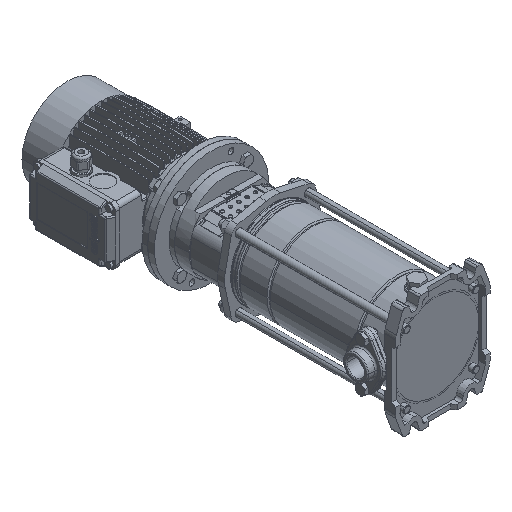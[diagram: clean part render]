
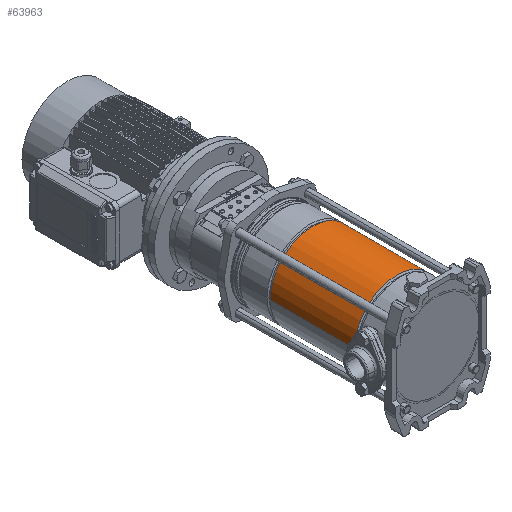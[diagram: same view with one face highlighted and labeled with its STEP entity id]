
A CAD part, isometric view. The second image highlights one B-rep face of the part: STEP entity #63963.
In plain terms, the highlighted cylindrical face has radius 74.4 mm (diameter 148.8 mm), a partial arc.
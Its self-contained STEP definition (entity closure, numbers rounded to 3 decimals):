
#3152 = EDGE_LOOP ( 'NONE', ( #29019, #57230, #47936, #57054 ) ) ;
#4494 = DIRECTION ( 'NONE',  ( 0., 0., -1. ) ) ;
#7253 = CARTESIAN_POINT ( 'NONE',  ( 0., 0., 0. ) ) ;
#7601 = CARTESIAN_POINT ( 'NONE',  ( -74.4, 0., 214.664 ) ) ;
#10451 = VERTEX_POINT ( 'NONE', #61598 ) ;
#12681 = VERTEX_POINT ( 'NONE', #21995 ) ;
#15789 = DIRECTION ( 'NONE',  ( 0., 0., -1. ) ) ;
#16510 = AXIS2_PLACEMENT_3D ( 'NONE', #24921, #4494, #62997 ) ;
#18693 = CIRCLE ( 'NONE', #16510, 74.4 ) ;
#19392 = VECTOR ( 'NONE', #36793, 1000. ) ;
#19763 = CIRCLE ( 'NONE', #23097, 74.4 ) ;
#20913 = CARTESIAN_POINT ( 'NONE',  ( 74.4, 0., 0. ) ) ;
#21995 = CARTESIAN_POINT ( 'NONE',  ( 74.4, 0., 214.664 ) ) ;
#23097 = AXIS2_PLACEMENT_3D ( 'NONE', #68436, #15789, #57369 ) ;
#24099 = EDGE_CURVE ( 'NONE', #12681, #10451, #37210, .T. ) ;
#24921 = CARTESIAN_POINT ( 'NONE',  ( 0., 0., 67.336 ) ) ;
#25513 = VERTEX_POINT ( 'NONE', #42324 ) ;
#29019 = ORIENTED_EDGE ( 'NONE', *, *, #24099, .F. ) ;
#29653 = AXIS2_PLACEMENT_3D ( 'NONE', #7253, #59900, #65436 ) ;
#32896 = CYLINDRICAL_SURFACE ( 'NONE', #29653, 74.4 ) ;
#33612 = EDGE_CURVE ( 'NONE', #12681, #37133, #19763, .T. ) ;
#34147 = EDGE_CURVE ( 'NONE', #10451, #25513, #18693, .T. ) ;
#36793 = DIRECTION ( 'NONE',  ( 0., 0., -1. ) ) ;
#37133 = VERTEX_POINT ( 'NONE', #7601 ) ;
#37210 = LINE ( 'NONE', #20913, #53599 ) ;
#41995 = CARTESIAN_POINT ( 'NONE',  ( -74.4, 0., 0. ) ) ;
#42324 = CARTESIAN_POINT ( 'NONE',  ( -74.4, 0., 67.336 ) ) ;
#46521 = LINE ( 'NONE', #41995, #19392 ) ;
#47936 = ORIENTED_EDGE ( 'NONE', *, *, #58502, .T. ) ;
#49534 = FACE_OUTER_BOUND ( 'NONE', #3152, .T. ) ;
#53599 = VECTOR ( 'NONE', #58304, 1000. ) ;
#57054 = ORIENTED_EDGE ( 'NONE', *, *, #34147, .F. ) ;
#57230 = ORIENTED_EDGE ( 'NONE', *, *, #33612, .T. ) ;
#57369 = DIRECTION ( 'NONE',  ( -1., 0., 0. ) ) ;
#58304 = DIRECTION ( 'NONE',  ( 0., 0., -1. ) ) ;
#58502 = EDGE_CURVE ( 'NONE', #37133, #25513, #46521, .T. ) ;
#59900 = DIRECTION ( 'NONE',  ( 0., 0., -1. ) ) ;
#61598 = CARTESIAN_POINT ( 'NONE',  ( 74.4, 0., 67.336 ) ) ;
#62997 = DIRECTION ( 'NONE',  ( -1., 0., 0. ) ) ;
#63963 = ADVANCED_FACE ( 'NONE', ( #49534 ), #32896, .T. ) ;
#65436 = DIRECTION ( 'NONE',  ( -1., 0., 0. ) ) ;
#68436 = CARTESIAN_POINT ( 'NONE',  ( 0., 0., 214.664 ) ) ;
